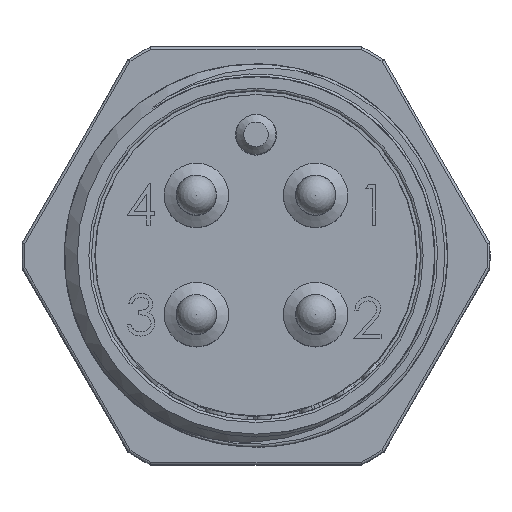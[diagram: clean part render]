
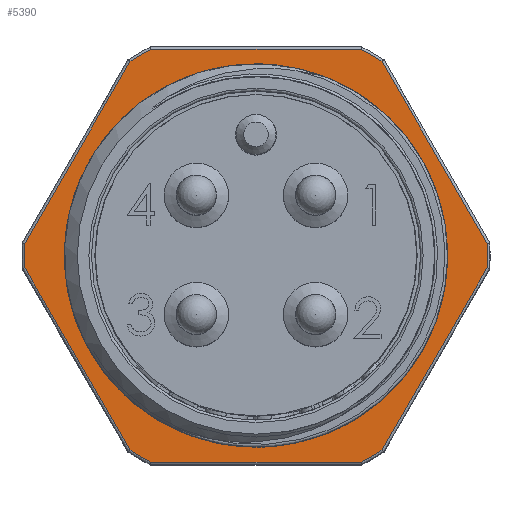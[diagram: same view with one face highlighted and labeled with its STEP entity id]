
A CAD part, top view. The second image highlights one B-rep face of the part: STEP entity #5390.
In plain terms, the highlighted planar face has unit normal (0, 0, 1).
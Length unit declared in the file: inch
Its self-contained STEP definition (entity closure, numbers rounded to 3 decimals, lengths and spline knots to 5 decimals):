
#134=PLANE($,#5840);
#498=LINE($,#15499,#744);
#499=LINE($,#15503,#745);
#500=LINE($,#15507,#746);
#501=LINE($,#15511,#747);
#502=LINE($,#15514,#748);
#503=LINE($,#15516,#749);
#744=VECTOR($,#6496,0.40841);
#745=VECTOR($,#6499,0.40841);
#746=VECTOR($,#6502,0.40841);
#747=VECTOR($,#6505,0.40841);
#748=VECTOR($,#6508,0.40841);
#749=VECTOR($,#6509,0.40841);
#1168=FACE_BOUND($,#1748,.T.);
#1346=FACE_OUTER_BOUND($,#1747,.T.);
#1747=EDGE_LOOP($,(#4041,#4042,#4043,#4044,#4045,#4046,#4047,#4048,#4049,
#4050,#4051,#4052));
#1748=EDGE_LOOP($,(#4053));
#2196=CIRCLE($,#5734,0.363);
#2216=CIRCLE($,#5764,0.45);
#2257=CIRCLE($,#5841,0.45);
#2258=CIRCLE($,#5842,0.45);
#2259=CIRCLE($,#5843,0.45);
#2260=CIRCLE($,#5844,0.45);
#2261=CIRCLE($,#5845,0.45);
#2420=VERTEX_POINT($,#7609);
#2440=VERTEX_POINT($,#7659);
#2441=VERTEX_POINT($,#7660);
#2575=VERTEX_POINT($,#15497);
#2576=VERTEX_POINT($,#15498);
#2577=VERTEX_POINT($,#15500);
#2578=VERTEX_POINT($,#15502);
#2579=VERTEX_POINT($,#15504);
#2580=VERTEX_POINT($,#15506);
#2581=VERTEX_POINT($,#15508);
#2582=VERTEX_POINT($,#15510);
#2583=VERTEX_POINT($,#15512);
#2584=VERTEX_POINT($,#15515);
#3000=EDGE_CURVE($,#2420,#2420,#2196,.T.);
#3020=EDGE_CURVE($,#2440,#2441,#2216,.T.);
#3168=EDGE_CURVE($,#2575,#2576,#498,.T.);
#3169=EDGE_CURVE($,#2576,#2577,#2257,.T.);
#3170=EDGE_CURVE($,#2577,#2578,#499,.T.);
#3171=EDGE_CURVE($,#2578,#2579,#2258,.T.);
#3172=EDGE_CURVE($,#2579,#2580,#500,.T.);
#3173=EDGE_CURVE($,#2580,#2581,#2259,.T.);
#3174=EDGE_CURVE($,#2581,#2582,#501,.T.);
#3175=EDGE_CURVE($,#2582,#2583,#2260,.T.);
#3176=EDGE_CURVE($,#2583,#2440,#502,.T.);
#3177=EDGE_CURVE($,#2441,#2584,#503,.T.);
#3178=EDGE_CURVE($,#2584,#2575,#2261,.T.);
#4041=ORIENTED_EDGE($,*,*,#3168,.T.);
#4042=ORIENTED_EDGE($,*,*,#3169,.T.);
#4043=ORIENTED_EDGE($,*,*,#3170,.T.);
#4044=ORIENTED_EDGE($,*,*,#3171,.T.);
#4045=ORIENTED_EDGE($,*,*,#3172,.T.);
#4046=ORIENTED_EDGE($,*,*,#3173,.T.);
#4047=ORIENTED_EDGE($,*,*,#3174,.T.);
#4048=ORIENTED_EDGE($,*,*,#3175,.T.);
#4049=ORIENTED_EDGE($,*,*,#3176,.T.);
#4050=ORIENTED_EDGE($,*,*,#3020,.T.);
#4051=ORIENTED_EDGE($,*,*,#3177,.T.);
#4052=ORIENTED_EDGE($,*,*,#3178,.T.);
#4053=ORIENTED_EDGE($,*,*,#3000,.T.);
#5390=ADVANCED_FACE($,(#1346,#1168),#134,.F.);
#5734=AXIS2_PLACEMENT_3D($,#7610,#6279,#6280);
#5764=AXIS2_PLACEMENT_3D($,#7661,#6339,#6340);
#5840=AXIS2_PLACEMENT_3D($,#15496,#6494,#6495);
#5841=AXIS2_PLACEMENT_3D($,#15501,#6497,#6498);
#5842=AXIS2_PLACEMENT_3D($,#15505,#6500,#6501);
#5843=AXIS2_PLACEMENT_3D($,#15509,#6503,#6504);
#5844=AXIS2_PLACEMENT_3D($,#15513,#6506,#6507);
#5845=AXIS2_PLACEMENT_3D($,#15517,#6510,#6511);
#6279=DIRECTION('center_axis',(0.,0.,-1.));
#6280=DIRECTION('ref_axis',(-1.,0.,0.));
#6339=DIRECTION('center_axis',(0.,0.,1.));
#6340=DIRECTION('ref_axis',(-1.,0.,0.));
#6494=DIRECTION('center_axis',(0.,0.,-1.));
#6495=DIRECTION('ref_axis',(-1.,0.,0.));
#6496=DIRECTION($,(1.,0.,0.));
#6497=DIRECTION('center_axis',(0.,0.,1.));
#6498=DIRECTION('ref_axis',(-1.,0.,0.));
#6499=DIRECTION($,(0.5,0.866,0.));
#6500=DIRECTION('center_axis',(0.,0.,1.));
#6501=DIRECTION('ref_axis',(-1.,0.,0.));
#6502=DIRECTION($,(-0.5,0.866,0.));
#6503=DIRECTION('center_axis',(0.,0.,1.));
#6504=DIRECTION('ref_axis',(-1.,0.,0.));
#6505=DIRECTION($,(-1.,0.,0.));
#6506=DIRECTION('center_axis',(0.,0.,1.));
#6507=DIRECTION('ref_axis',(-1.,0.,0.));
#6508=DIRECTION($,(-0.5,-0.866,0.));
#6509=DIRECTION($,(0.5,-0.866,0.));
#6510=DIRECTION('center_axis',(0.,0.,1.));
#6511=DIRECTION('ref_axis',(-1.,0.,0.));
#7609=CARTESIAN_POINT('',(-0.37311,0.,0.25));
#7610=CARTESIAN_POINT('Origin',(-0.01011,0.,
0.25));
#7659=CARTESIAN_POINT('',(-0.45948,0.02365,0.25));
#7660=CARTESIAN_POINT('',(-0.45948,-0.02365,0.25));
#7661=CARTESIAN_POINT('Origin',(-0.01011,0.,
0.25));
#15496=CARTESIAN_POINT('Origin',(-0.24451,0.406,0.25));
#15497=CARTESIAN_POINT('',(-0.21431,-0.401,0.25));
#15498=CARTESIAN_POINT('',(0.1941,-0.401,0.25));
#15499=CARTESIAN_POINT($,(0.19529,-0.401,0.25));
#15500=CARTESIAN_POINT('',(0.23507,-0.37735,0.25));
#15501=CARTESIAN_POINT('Origin',(-0.01011,0.,
0.25));
#15502=CARTESIAN_POINT('',(0.43927,-0.02365,0.25));
#15503=CARTESIAN_POINT($,(0.43987,-0.02262,0.25));
#15504=CARTESIAN_POINT('',(0.43927,0.02365,0.25));
#15505=CARTESIAN_POINT('Origin',(-0.01011,0.,
0.25));
#15506=CARTESIAN_POINT('',(0.23507,0.37735,0.25));
#15507=CARTESIAN_POINT($,(0.23447,0.37838,0.25));
#15508=CARTESIAN_POINT('',(0.1941,0.401,0.25));
#15509=CARTESIAN_POINT('Origin',(-0.01011,0.,
0.25));
#15510=CARTESIAN_POINT('',(-0.21431,0.401,0.25));
#15511=CARTESIAN_POINT($,(-0.21551,0.401,0.25));
#15512=CARTESIAN_POINT('',(-0.25528,0.37735,0.25));
#15513=CARTESIAN_POINT('Origin',(-0.01011,0.,
0.25));
#15514=CARTESIAN_POINT($,(-0.46008,0.02262,0.25));
#15515=CARTESIAN_POINT('',(-0.25528,-0.37735,0.25));
#15516=CARTESIAN_POINT($,(-0.25468,-0.37838,0.25));
#15517=CARTESIAN_POINT('Origin',(-0.01011,0.,
0.25));
